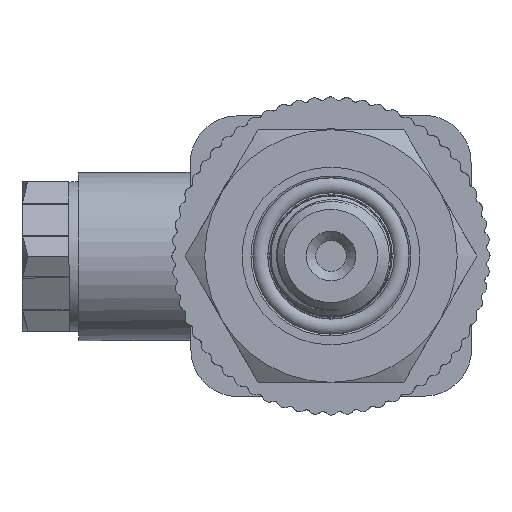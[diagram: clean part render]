
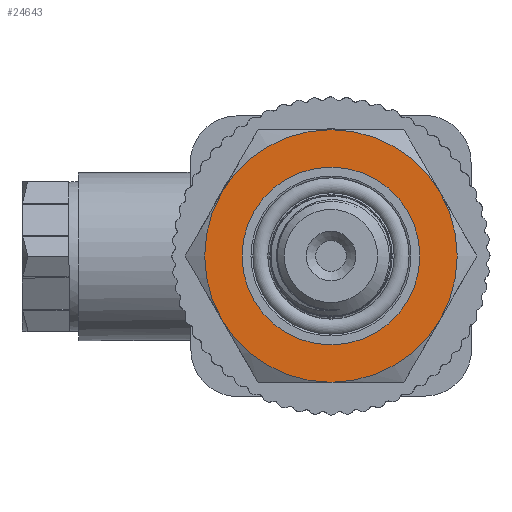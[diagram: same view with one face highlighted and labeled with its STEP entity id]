
A CAD part, left-side view. The second image highlights one B-rep face of the part: STEP entity #24643.
In plain terms, the highlighted conical face has half-angle 89.979 degrees and reference radius 11 mm.
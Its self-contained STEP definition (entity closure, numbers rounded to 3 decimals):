
#1537=CONICAL_SURFACE('',#25951,11.,1.57);
#1981=FACE_OUTER_BOUND('',#3388,.T.);
#3388=EDGE_LOOP('',(#18245,#18246,#18247,#18248));
#4648=CIRCLE('',#25952,13.5);
#4649=CIRCLE('',#25953,9.5);
#6543=LINE('',#45618,#8560);
#8560=VECTOR('',#27912,11.);
#10837=VERTEX_POINT('',#45615);
#10838=VERTEX_POINT('',#45617);
#13647=EDGE_CURVE('',#10837,#10837,#4648,.T.);
#13648=EDGE_CURVE('',#10837,#10838,#6543,.T.);
#13649=EDGE_CURVE('',#10838,#10838,#4649,.T.);
#18245=ORIENTED_EDGE('',*,*,#13647,.F.);
#18246=ORIENTED_EDGE('',*,*,#13648,.T.);
#18247=ORIENTED_EDGE('',*,*,#13649,.T.);
#18248=ORIENTED_EDGE('',*,*,#13648,.F.);
#24643=ADVANCED_FACE('',(#1981),#1537,.T.);
#25951=AXIS2_PLACEMENT_3D('',#45614,#27908,#27909);
#25952=AXIS2_PLACEMENT_3D('',#45616,#27910,#27911);
#25953=AXIS2_PLACEMENT_3D('',#45619,#27913,#27914);
#27908=DIRECTION('center_axis',(1.,0.,0.));
#27909=DIRECTION('ref_axis',(0.,1.,0.));
#27910=DIRECTION('center_axis',(1.,0.,0.));
#27911=DIRECTION('ref_axis',(0.,1.,0.));
#27912=DIRECTION('',(0.,1.,0.));
#27913=DIRECTION('center_axis',(1.,0.,0.));
#27914=DIRECTION('ref_axis',(0.,0.,-1.));
#45614=CARTESIAN_POINT('Origin',(-46.999,0.,0.));
#45615=CARTESIAN_POINT('',(-46.999,-13.5,0.));
#45616=CARTESIAN_POINT('Origin',(-46.999,0.,
0.));
#45617=CARTESIAN_POINT('',(-47.,-9.5,0.));
#45618=CARTESIAN_POINT('',(-46.999,-11.,0.));
#45619=CARTESIAN_POINT('Origin',(-47.,0.,0.));
